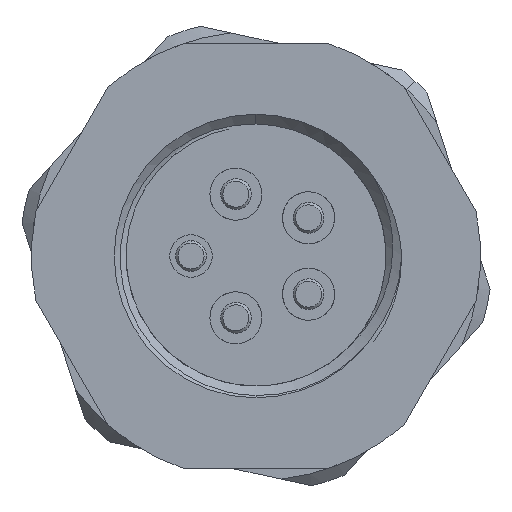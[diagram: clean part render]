
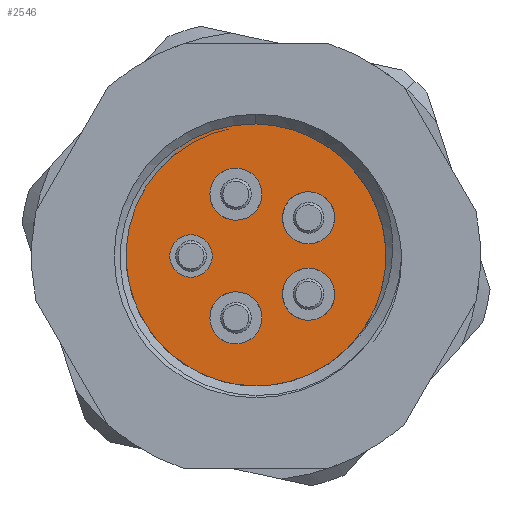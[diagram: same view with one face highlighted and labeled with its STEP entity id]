
A CAD part, left-side view. The second image highlights one B-rep face of the part: STEP entity #2546.
In plain terms, the highlighted face is planar.
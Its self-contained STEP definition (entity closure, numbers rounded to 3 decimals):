
#53 = EDGE_CURVE ( 'NONE', #4920, #8832, #2787, .T. ) ;
#86 = FACE_BOUND ( 'NONE', #7529, .T. ) ;
#225 = AXIS2_PLACEMENT_3D ( 'NONE', #6304, #6359, #5407 ) ;
#272 = EDGE_CURVE ( 'NONE', #8832, #4920, #1872, .T. ) ;
#277 = AXIS2_PLACEMENT_3D ( 'NONE', #10675, #7719, #2020 ) ;
#278 = FACE_BOUND ( 'NONE', #7758, .T. ) ;
#363 = ORIENTED_EDGE ( 'NONE', *, *, #53, .F. ) ;
#422 = CARTESIAN_POINT ( 'NONE',  ( 9.3, 2.75, -0.9 ) ) ;
#497 = CARTESIAN_POINT ( 'NONE',  ( 9.3, -2.225, 2.716 ) ) ;
#518 = CARTESIAN_POINT ( 'NONE',  ( 9.3, -2.225, -2.716 ) ) ;
#577 = EDGE_CURVE ( 'NONE', #6732, #5591, #9544, .T. ) ;
#604 = EDGE_CURVE ( 'NONE', #11818, #3574, #5713, .T. ) ;
#875 = AXIS2_PLACEMENT_3D ( 'NONE', #5791, #12320, #9648 ) ;
#1168 = AXIS2_PLACEMENT_3D ( 'NONE', #7810, #3055, #2167 ) ;
#1334 = EDGE_CURVE ( 'NONE', #2683, #3033, #5712, .T. ) ;
#1400 = DIRECTION ( 'NONE',  ( 0., 0., -1. ) ) ;
#1785 = DIRECTION ( 'NONE',  ( 0., 0., -1. ) ) ;
#1872 = CIRCLE ( 'NONE', #5097, 1.1 ) ;
#1977 = PLANE ( 'NONE',  #8153 ) ;
#2020 = DIRECTION ( 'NONE',  ( 0., 0., -1. ) ) ;
#2042 = DIRECTION ( 'NONE',  ( 0., 0., 1. ) ) ;
#2167 = DIRECTION ( 'NONE',  ( 0., 0., -1. ) ) ;
#2200 = EDGE_CURVE ( 'NONE', #8943, #10251, #10159, .T. ) ;
#2219 = DIRECTION ( 'NONE',  ( 0., 0., -1. ) ) ;
#2296 = EDGE_LOOP ( 'NONE', ( #9116, #7649 ) ) ;
#2344 = CARTESIAN_POINT ( 'NONE',  ( 9.3, 0.85, -3.715 ) ) ;
#2371 = VERTEX_POINT ( 'NONE', #4936 ) ;
#2546 = ADVANCED_FACE ( 'NONE', ( #278, #4111, #86, #7740, #3924, #10630 ), #1977, .F. ) ;
#2683 = VERTEX_POINT ( 'NONE', #2344 ) ;
#2787 = CIRCLE ( 'NONE', #7048, 1.1 ) ;
#2853 = CARTESIAN_POINT ( 'NONE',  ( 9.3, -2.225, -1.616 ) ) ;
#2897 = CARTESIAN_POINT ( 'NONE',  ( 9.3, 0.85, 2.615 ) ) ;
#2975 = AXIS2_PLACEMENT_3D ( 'NONE', #2853, #5767, #1785 ) ;
#3033 = VERTEX_POINT ( 'NONE', #3454 ) ;
#3055 = DIRECTION ( 'NONE',  ( 1., 0., 0. ) ) ;
#3059 = CARTESIAN_POINT ( 'NONE',  ( 9.3, 0.85, 1.515 ) ) ;
#3138 = CIRCLE ( 'NONE', #4555, 6. ) ;
#3400 = ORIENTED_EDGE ( 'NONE', *, *, #604, .F. ) ;
#3447 = CARTESIAN_POINT ( 'NONE',  ( 9.3, -2.225, 0.516 ) ) ;
#3454 = CARTESIAN_POINT ( 'NONE',  ( 9.3, 0.85, -1.515 ) ) ;
#3464 = ORIENTED_EDGE ( 'NONE', *, *, #577, .F. ) ;
#3517 = ORIENTED_EDGE ( 'NONE', *, *, #2200, .F. ) ;
#3524 = CARTESIAN_POINT ( 'NONE',  ( 9.3, 0., 0. ) ) ;
#3574 = VERTEX_POINT ( 'NONE', #7377 ) ;
#3583 = CIRCLE ( 'NONE', #1168, 1.1 ) ;
#3614 = CIRCLE ( 'NONE', #7666, 6. ) ;
#3878 = EDGE_CURVE ( 'NONE', #11987, #2371, #3138, .T. ) ;
#3924 = FACE_BOUND ( 'NONE', #5790, .T. ) ;
#4090 = AXIS2_PLACEMENT_3D ( 'NONE', #2897, #6894, #5748 ) ;
#4111 = FACE_BOUND ( 'NONE', #6292, .T. ) ;
#4173 = EDGE_CURVE ( 'NONE', #10251, #8943, #10241, .T. ) ;
#4349 = DIRECTION ( 'NONE',  ( 1., 0., 0. ) ) ;
#4511 = CARTESIAN_POINT ( 'NONE',  ( 9.3, 2.75, 0. ) ) ;
#4518 = CARTESIAN_POINT ( 'NONE',  ( 9.3, 2.75, 0.9 ) ) ;
#4555 = AXIS2_PLACEMENT_3D ( 'NONE', #9527, #7771, #7639 ) ;
#4856 = CIRCLE ( 'NONE', #225, 1.1 ) ;
#4920 = VERTEX_POINT ( 'NONE', #497 ) ;
#4936 = CARTESIAN_POINT ( 'NONE',  ( 9.3, 0., 6. ) ) ;
#5097 = AXIS2_PLACEMENT_3D ( 'NONE', #12008, #10046, #1400 ) ;
#5205 = CARTESIAN_POINT ( 'NONE',  ( 9.3, 0.85, 3.715 ) ) ;
#5407 = DIRECTION ( 'NONE',  ( 0., 0., -1. ) ) ;
#5505 = AXIS2_PLACEMENT_3D ( 'NONE', #8986, #4349, #2219 ) ;
#5591 = VERTEX_POINT ( 'NONE', #5205 ) ;
#5712 = CIRCLE ( 'NONE', #5505, 1.1 ) ;
#5713 = CIRCLE ( 'NONE', #277, 1.1 ) ;
#5748 = DIRECTION ( 'NONE',  ( 0., 0., -1. ) ) ;
#5767 = DIRECTION ( 'NONE',  ( 1., 0., 0. ) ) ;
#5790 = EDGE_LOOP ( 'NONE', ( #3464, #7432 ) ) ;
#5791 = CARTESIAN_POINT ( 'NONE',  ( 9.3, 2.75, 0. ) ) ;
#5821 = CARTESIAN_POINT ( 'NONE',  ( 9.3, -2.225, 1.616 ) ) ;
#5890 = ORIENTED_EDGE ( 'NONE', *, *, #7299, .T. ) ;
#6134 = ORIENTED_EDGE ( 'NONE', *, *, #272, .F. ) ;
#6292 = EDGE_LOOP ( 'NONE', ( #6134, #363 ) ) ;
#6304 = CARTESIAN_POINT ( 'NONE',  ( 9.3, 0.85, -2.615 ) ) ;
#6359 = DIRECTION ( 'NONE',  ( 1., 0., 0. ) ) ;
#6374 = ORIENTED_EDGE ( 'NONE', *, *, #3878, .T. ) ;
#6501 = CARTESIAN_POINT ( 'NONE',  ( 9.3, 0., -6. ) ) ;
#6732 = VERTEX_POINT ( 'NONE', #3059 ) ;
#6894 = DIRECTION ( 'NONE',  ( 1., 0., 0. ) ) ;
#7030 = CIRCLE ( 'NONE', #2975, 1.1 ) ;
#7048 = AXIS2_PLACEMENT_3D ( 'NONE', #5821, #7735, #11707 ) ;
#7299 = EDGE_CURVE ( 'NONE', #2371, #11987, #3614, .T. ) ;
#7377 = CARTESIAN_POINT ( 'NONE',  ( 9.3, -2.225, -0.516 ) ) ;
#7432 = ORIENTED_EDGE ( 'NONE', *, *, #11149, .F. ) ;
#7440 = DIRECTION ( 'NONE',  ( 1., 0., 0. ) ) ;
#7526 = DIRECTION ( 'NONE',  ( 0., 0., -1. ) ) ;
#7529 = EDGE_LOOP ( 'NONE', ( #3400, #10128 ) ) ;
#7639 = DIRECTION ( 'NONE',  ( 0., 0., -1. ) ) ;
#7649 = ORIENTED_EDGE ( 'NONE', *, *, #9309, .F. ) ;
#7666 = AXIS2_PLACEMENT_3D ( 'NONE', #3524, #8342, #7526 ) ;
#7719 = DIRECTION ( 'NONE',  ( 1., 0., 0. ) ) ;
#7735 = DIRECTION ( 'NONE',  ( 1., 0., 0. ) ) ;
#7740 = FACE_BOUND ( 'NONE', #2296, .T. ) ;
#7758 = EDGE_LOOP ( 'NONE', ( #9745, #3517 ) ) ;
#7771 = DIRECTION ( 'NONE',  ( 1., 0., 0. ) ) ;
#7798 = CARTESIAN_POINT ( 'NONE',  ( 9.3, 4.55, 0. ) ) ;
#7810 = CARTESIAN_POINT ( 'NONE',  ( 9.3, 0.85, 2.615 ) ) ;
#8153 = AXIS2_PLACEMENT_3D ( 'NONE', #7798, #10697, #2042 ) ;
#8342 = DIRECTION ( 'NONE',  ( 1., 0., 0. ) ) ;
#8619 = AXIS2_PLACEMENT_3D ( 'NONE', #4511, #7440, #10152 ) ;
#8832 = VERTEX_POINT ( 'NONE', #3447 ) ;
#8943 = VERTEX_POINT ( 'NONE', #4518 ) ;
#8986 = CARTESIAN_POINT ( 'NONE',  ( 9.3, 0.85, -2.615 ) ) ;
#9116 = ORIENTED_EDGE ( 'NONE', *, *, #1334, .F. ) ;
#9309 = EDGE_CURVE ( 'NONE', #3033, #2683, #4856, .T. ) ;
#9527 = CARTESIAN_POINT ( 'NONE',  ( 9.3, 0., 0. ) ) ;
#9544 = CIRCLE ( 'NONE', #4090, 1.1 ) ;
#9648 = DIRECTION ( 'NONE',  ( 0., 0., -1. ) ) ;
#9745 = ORIENTED_EDGE ( 'NONE', *, *, #4173, .F. ) ;
#10046 = DIRECTION ( 'NONE',  ( 1., 0., 0. ) ) ;
#10128 = ORIENTED_EDGE ( 'NONE', *, *, #11570, .F. ) ;
#10152 = DIRECTION ( 'NONE',  ( 0., 0., -1. ) ) ;
#10159 = CIRCLE ( 'NONE', #875, 0.9 ) ;
#10241 = CIRCLE ( 'NONE', #8619, 0.9 ) ;
#10251 = VERTEX_POINT ( 'NONE', #422 ) ;
#10630 = FACE_OUTER_BOUND ( 'NONE', #10660, .T. ) ;
#10660 = EDGE_LOOP ( 'NONE', ( #6374, #5890 ) ) ;
#10675 = CARTESIAN_POINT ( 'NONE',  ( 9.3, -2.225, -1.616 ) ) ;
#10697 = DIRECTION ( 'NONE',  ( -1., 0., 0. ) ) ;
#11149 = EDGE_CURVE ( 'NONE', #5591, #6732, #3583, .T. ) ;
#11570 = EDGE_CURVE ( 'NONE', #3574, #11818, #7030, .T. ) ;
#11707 = DIRECTION ( 'NONE',  ( 0., 0., -1. ) ) ;
#11818 = VERTEX_POINT ( 'NONE', #518 ) ;
#11987 = VERTEX_POINT ( 'NONE', #6501 ) ;
#12008 = CARTESIAN_POINT ( 'NONE',  ( 9.3, -2.225, 1.616 ) ) ;
#12320 = DIRECTION ( 'NONE',  ( 1., 0., 0. ) ) ;
